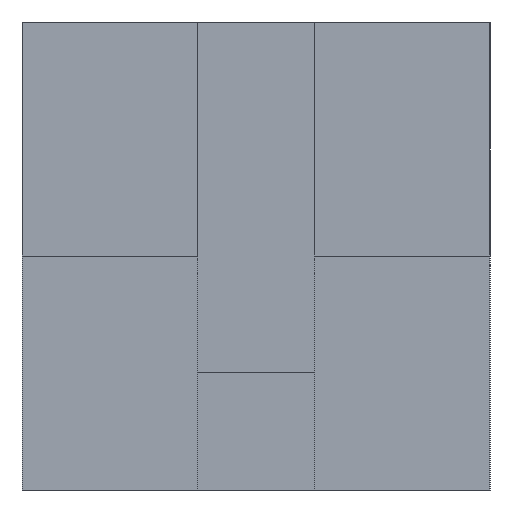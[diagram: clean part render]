
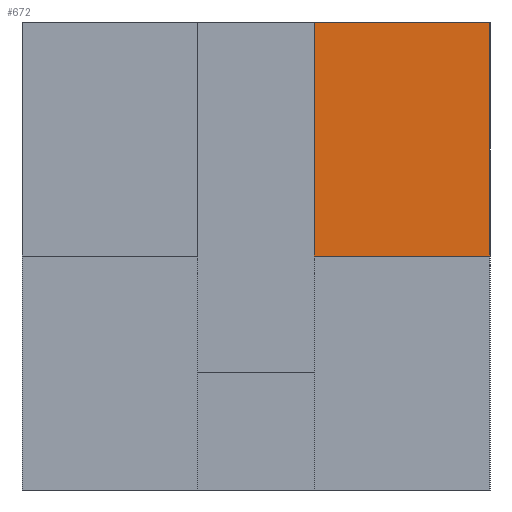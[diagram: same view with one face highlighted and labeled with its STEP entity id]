
A CAD part, left-side view. The second image highlights one B-rep face of the part: STEP entity #672.
In plain terms, the highlighted planar face has unit normal (-1, 0, 0).
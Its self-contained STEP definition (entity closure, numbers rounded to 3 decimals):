
#49=FACE_OUTER_BOUND('',#92,.T.);
#92=EDGE_LOOP('',(#497,#498,#499,#500));
#138=LINE('',#983,#223);
#141=LINE('',#988,#226);
#143=LINE('',#994,#228);
#145=LINE('',#1000,#230);
#223=VECTOR('',#802,10.);
#226=VECTOR('',#807,10.);
#228=VECTOR('',#813,10.);
#230=VECTOR('',#821,10.);
#304=VERTEX_POINT('',#980);
#305=VERTEX_POINT('',#982);
#306=VERTEX_POINT('',#986);
#308=VERTEX_POINT('',#992);
#370=EDGE_CURVE('',#305,#304,#138,.T.);
#373=EDGE_CURVE('',#306,#304,#141,.T.);
#376=EDGE_CURVE('',#306,#308,#143,.T.);
#379=EDGE_CURVE('',#308,#305,#145,.T.);
#497=ORIENTED_EDGE('',*,*,#376,.T.);
#498=ORIENTED_EDGE('',*,*,#379,.T.);
#499=ORIENTED_EDGE('',*,*,#370,.T.);
#500=ORIENTED_EDGE('',*,*,#373,.F.);
#634=PLANE('',#732);
#672=ADVANCED_FACE('',(#49),#634,.T.);
#732=AXIS2_PLACEMENT_3D('',#1001,#822,#823);
#802=DIRECTION('',(0.,0.,1.));
#807=DIRECTION('',(0.,-1.,0.));
#813=DIRECTION('',(0.,0.,-1.));
#821=DIRECTION('',(0.,-1.,0.));
#822=DIRECTION('center_axis',(-1.,0.,0.));
#823=DIRECTION('ref_axis',(0.,-1.,0.));
#980=CARTESIAN_POINT('',(0.,0.,40.));
#982=CARTESIAN_POINT('',(0.,0.,20.));
#983=CARTESIAN_POINT('',(0.,0.,0.));
#986=CARTESIAN_POINT('',(0.,15.,40.));
#988=CARTESIAN_POINT('',(0.,40.,40.));
#992=CARTESIAN_POINT('',(0.,15.,20.));
#994=CARTESIAN_POINT('',(0.,15.,20.));
#1000=CARTESIAN_POINT('',(0.,27.5,20.));
#1001=CARTESIAN_POINT('Origin',(0.,40.,0.));
